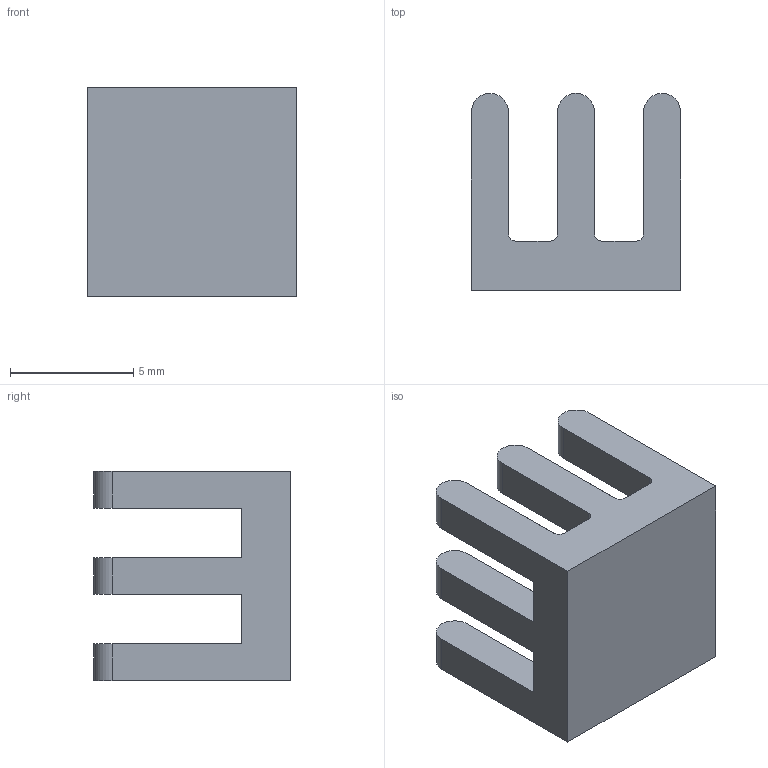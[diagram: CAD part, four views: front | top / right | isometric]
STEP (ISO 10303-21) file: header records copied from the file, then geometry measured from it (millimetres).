
FILE_DESCRIPTION (( 'STEP AP214' ), '1' );
FILE_NAME ('CUI_DEVICES_HSB01-080808.step', '2021-08-24T17:53:58', ( '' ), ( '' ), 'SwSTEP 2.0', 'SolidWorks 2021', '' );
FILE_SCHEMA (( 'AUTOMOTIVE_DESIGN' ));
Length unit declared in the file: inch
Products named in the file (1): CUI_DEVICES_HSB01-080808
Bounding box: 8.5 x 8 x 8.5 mm (x, y, z)
Volume: 263.1 mm3; surface area: 521.6 mm2
Topology: 1 solids, 1 shells, 51 faces, 144 edges, 96 vertices
Faces by surface type: plane 30, cylinder 21
Entity records: 1700 total; most frequent: CARTESIAN_POINT 292, DIRECTION 290, ORIENTED_EDGE 288, EDGE_CURVE 144, LINE 102, VECTOR 102, VERTEX_POINT 96, AXIS2_PLACEMENT_3D 94
